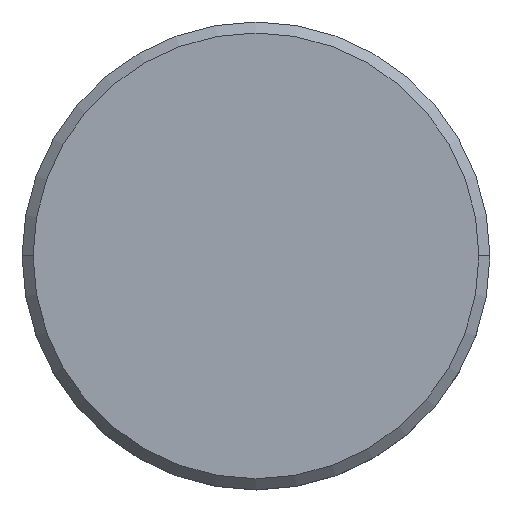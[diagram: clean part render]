
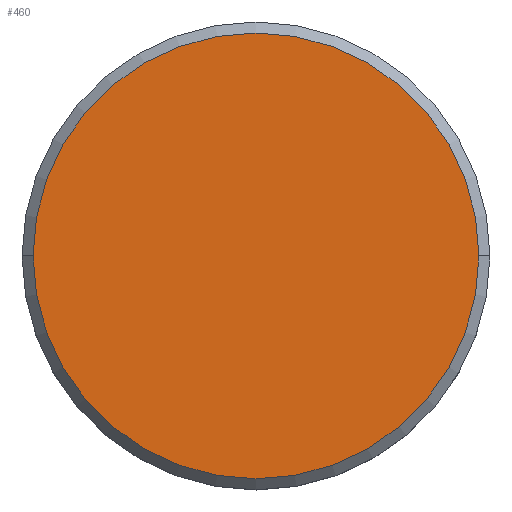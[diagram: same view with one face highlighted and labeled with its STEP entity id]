
A CAD part, top view. The second image highlights one B-rep face of the part: STEP entity #460.
In plain terms, the highlighted planar face has unit normal (0, 0, 1).
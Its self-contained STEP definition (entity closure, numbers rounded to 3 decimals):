
#440=CARTESIAN_POINT('POINT27',(105.707,
   0.,12.));
#441=VERTEX_POINT('VERTEX27',#440);
#442=CARTESIAN_POINT('POINT28',(134.293,
   0.,12.));
#443=VERTEX_POINT('VERTEX28',#442);
#444=CARTESIAN_POINT('POS48',(120.,0.,12.))
   ;
#445=DIRECTION('DIR69',(0.,0.,
   -1.));
#446=DIRECTION('DIR70',(-1.,0.,
   0.));
#447=AXIS2_PLACEMENT_3D('AXIS22',#444,#445,#446);
#448=CIRCLE('ELLIPSE8',#447,14.293);
#449=EDGE_CURVE('EDGE41',#441,#443,#448,.T.);
#450=ORIENTED_EDGE('COEDGE79',*,*,#449,.F.);
#451=EDGE_CURVE('EDGE42',#443,#441,#448,.T.);
#452=ORIENTED_EDGE('COEDGE80',*,*,#451,.F.);
#453=EDGE_LOOP('NONE',(#450,#452));
#454=FACE_BOUND('LOOP1',#453,.T.);
#455=CARTESIAN_POINT('POS49',(112.854,
   0.,12.));
#456=DIRECTION('DIR71',(0.,0.,
   1.));
#457=DIRECTION('DIR72',(1.,0.,
   0.));
#458=AXIS2_PLACEMENT_3D('AXIS23',#455,#456,#457);
#459=PLANE('PLANE11',#458);
#460=ADVANCED_FACE('FACE19',(#454),#459,.T.);
